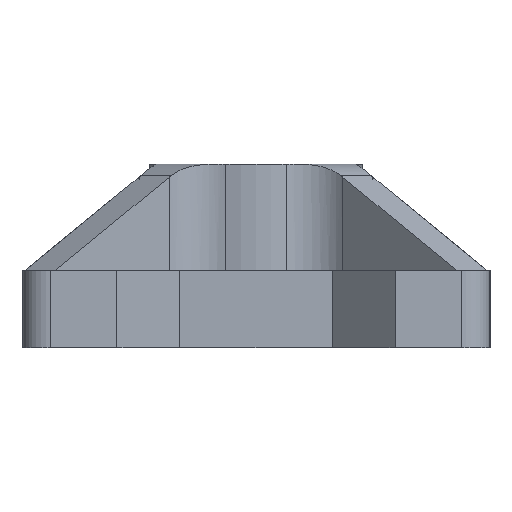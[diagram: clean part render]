
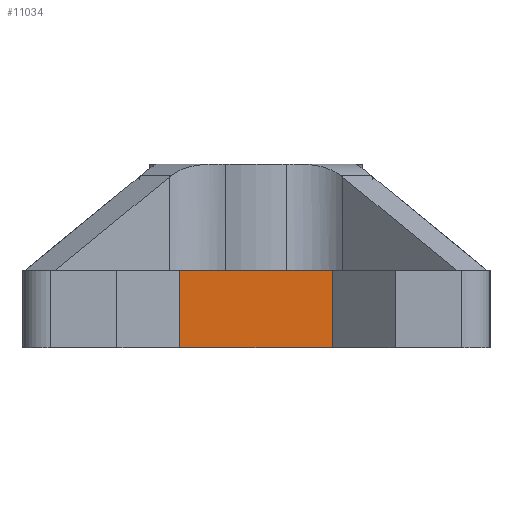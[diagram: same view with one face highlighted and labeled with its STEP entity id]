
A CAD part, left-side view. The second image highlights one B-rep face of the part: STEP entity #11034.
In plain terms, the highlighted planar face has unit normal (-1, 0, 0).
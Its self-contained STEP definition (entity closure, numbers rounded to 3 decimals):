
#355=PLANE('',#11510);
#1249=FACE_OUTER_BOUND('',#1908,.T.);
#1908=EDGE_LOOP('',(#10379,#10380,#10381,#10382));
#3298=LINE('',#25406,#4115);
#3483=LINE('',#26832,#4300);
#3549=LINE('',#43863,#4366);
#3550=LINE('',#43865,#4367);
#4115=VECTOR('',#12444,10.);
#4300=VECTOR('',#12979,1000.);
#4366=VECTOR('',#13247,1000.);
#4367=VECTOR('',#13250,1000.);
#5224=VERTEX_POINT('',#25403);
#5225=VERTEX_POINT('',#25405);
#5384=VERTEX_POINT('',#26829);
#5385=VERTEX_POINT('',#26831);
#6692=EDGE_CURVE('',#5225,#5224,#3298,.T.);
#6962=EDGE_CURVE('',#5384,#5385,#3483,.T.);
#7099=EDGE_CURVE('',#5224,#5385,#3549,.T.);
#7100=EDGE_CURVE('',#5225,#5384,#3550,.T.);
#10379=ORIENTED_EDGE('',*,*,#6692,.T.);
#10380=ORIENTED_EDGE('',*,*,#7099,.T.);
#10381=ORIENTED_EDGE('',*,*,#6962,.F.);
#10382=ORIENTED_EDGE('',*,*,#7100,.F.);
#11034=ADVANCED_FACE('',(#1249),#355,.T.);
#11510=AXIS2_PLACEMENT_3D('',#43864,#13248,#13249);
#12444=DIRECTION('',(0.,1.,0.));
#12979=DIRECTION('',(0.,1.,0.));
#13247=DIRECTION('',(0.,0.,-1.));
#13248=DIRECTION('center_axis',(-1.,0.,0.));
#13249=DIRECTION('ref_axis',(0.,-1.,0.));
#13250=DIRECTION('',(0.,0.,-1.));
#25403=CARTESIAN_POINT('',(2.915,-129.283,7.1));
#25405=CARTESIAN_POINT('',(2.915,-139.962,7.1));
#25406=CARTESIAN_POINT('',(2.915,-138.462,7.1));
#26829=CARTESIAN_POINT('',(2.915,-139.962,1.7));
#26831=CARTESIAN_POINT('',(2.915,-129.283,1.7));
#26832=CARTESIAN_POINT('',(2.915,-139.962,1.7));
#43863=CARTESIAN_POINT('',(2.915,-129.283,14.885));
#43864=CARTESIAN_POINT('Origin',(2.915,-139.962,14.885));
#43865=CARTESIAN_POINT('',(2.915,-139.962,14.885));
